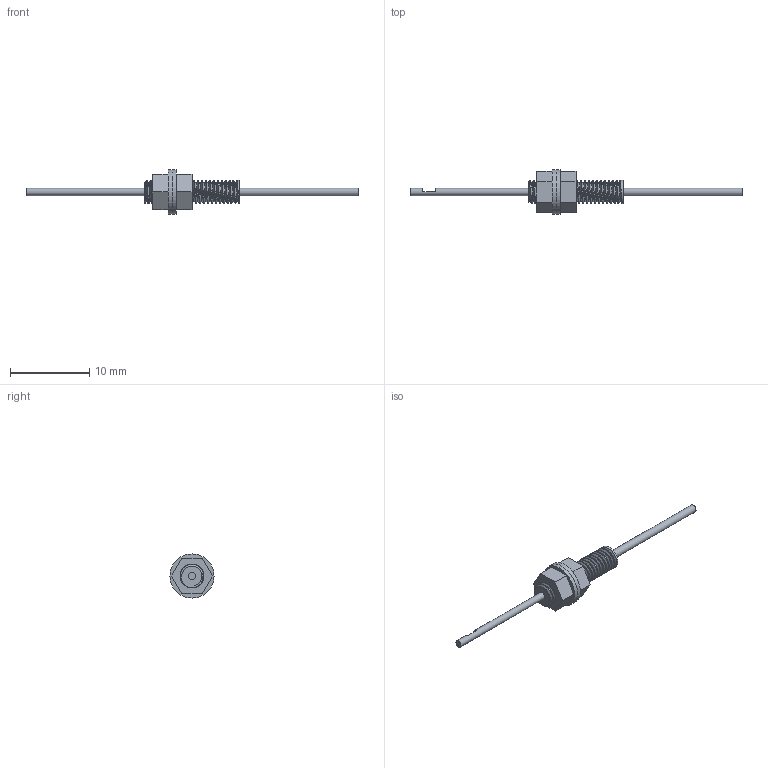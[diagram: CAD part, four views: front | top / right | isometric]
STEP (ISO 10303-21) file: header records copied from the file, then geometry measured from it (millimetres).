
FILE_DESCRIPTION(/* description */ (''),/* implementation_level */ '2;1');
FILE_NAME(/* name */ 'EX-LT31S15.stp',/* time_stamp */ '2023-04-10T10:31:44+08:00',/* author */ (''),/* organization */ (''),/* preprocessor_version */ 'ST-DEVELOPER v16.7',/* originating_system */ 'SIEMENS PLM Software NX 12.0',/* authorisation */ '');
FILE_SCHEMA (('AUTOMOTIVE_DESIGN { 1 0 10303 214 3 1 1 1 }'));
Length unit declared in the file: millimetre
Products named in the file (1): EX-LT31S15
Bounding box: 42 x 5.58 x 5.58 mm (x, y, z)
Volume: 177.9 mm3; surface area: 514.5 mm2
Topology: 7 solids, 7 shells, 40 faces, 73 edges, 48 vertices
Faces by surface type: plane 31, cylinder 7, bspline 2
Full cylindrical faces by diameter (mm): 0.5 x1, 0.9 x1, 1 x1, 5.579 x2
Entity records: 7906 total; most frequent: CARTESIAN_POINT 7086, DIRECTION 151, ORIENTED_EDGE 134, EDGE_CURVE 67, AXIS2_PLACEMENT_3D 54, VERTEX_POINT 48, EDGE_LOOP 47, LINE 43
